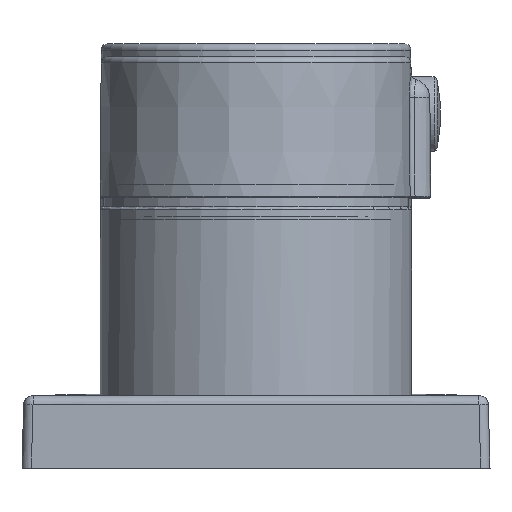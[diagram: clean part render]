
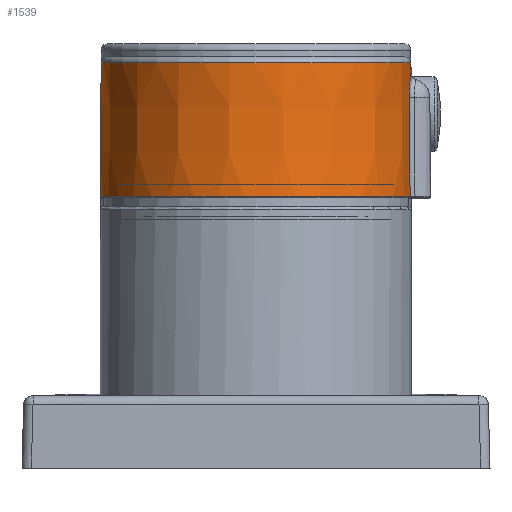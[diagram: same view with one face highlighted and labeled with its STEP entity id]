
A CAD part, left-side view. The second image highlights one B-rep face of the part: STEP entity #1539.
In plain terms, the highlighted conical face has half-angle 0.5 degrees and reference radius 25 mm.
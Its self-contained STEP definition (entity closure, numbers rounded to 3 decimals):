
#2 = ORIENTED_EDGE ( 'NONE', *, *, #2623, .T. ) ;
#35 = ORIENTED_EDGE ( 'NONE', *, *, #679, .T. ) ;
#39 = ORIENTED_EDGE ( 'NONE', *, *, #2907, .T. ) ;
#46 = ORIENTED_EDGE ( 'NONE', *, *, #1735, .T. ) ;
#51 = ORIENTED_EDGE ( 'NONE', *, *, #2747, .T. ) ;
#196 = CARTESIAN_POINT ( 'NONE',  ( -101.635, -24.86, 63.023 ) ) ;
#216 = CARTESIAN_POINT ( 'NONE',  ( -98.097, -24.787, 62.423 ) ) ;
#323 = AXIS2_PLACEMENT_3D ( 'NONE', #1153, #1152, #1169 ) ;
#357 = AXIS2_PLACEMENT_3D ( 'NONE', #1449, #3755, #1789 ) ;
#537 = CARTESIAN_POINT ( 'NONE',  ( -104.195, -24.631, 59.375 ) ) ;
#557 = CARTESIAN_POINT ( 'NONE',  ( -104.169, -24.631, 59.877 ) ) ;
#574 = CARTESIAN_POINT ( 'NONE',  ( -100.911, -24.884, 63.197 ) ) ;
#593 = CARTESIAN_POINT ( 'NONE',  ( -97.814, -24.761, 62.175 ) ) ;
#618 = CARTESIAN_POINT ( 'NONE',  ( -104.195, -24.631, 59.375 ) ) ;
#623 = CARTESIAN_POINT ( 'NONE',  ( -104.214, -24.651, 56.776 ) ) ;
#624 = CARTESIAN_POINT ( 'NONE',  ( -104.233, -24.671, 54.177 ) ) ;
#629 = CARTESIAN_POINT ( 'NONE',  ( -104.252, -24.691, 51.578 ) ) ;
#634 = CARTESIAN_POINT ( 'NONE',  ( -104.271, -24.712, 48.911 ) ) ;
#644 = CARTESIAN_POINT ( 'NONE',  ( -104.29, -24.732, 46.244 ) ) ;
#646 = DIRECTION ( 'NONE',  ( 0., 0., 1. ) ) ;
#679 = EDGE_CURVE ( 'NONE', #1459, #3472, #4230, .T. ) ;
#682 = CARTESIAN_POINT ( 'NONE',  ( -104.309, -24.753, 43.577 ) ) ;
#939 = CARTESIAN_POINT ( 'NONE',  ( -104.001, -24.649, 60.601 ) ) ;
#950 = VERTEX_POINT ( 'NONE', #3757 ) ;
#958 = CARTESIAN_POINT ( 'NONE',  ( -100.157, -24.887, 63.222 ) ) ;
#979 = CARTESIAN_POINT ( 'NONE',  ( -97.104, -24.684, 61.31 ) ) ;
#1152 = DIRECTION ( 'NONE',  ( 0., 0., -1. ) ) ;
#1153 = CARTESIAN_POINT ( 'NONE',  ( -100.409, -0.061, 43.375 ) ) ;
#1169 = DIRECTION ( 'NONE',  ( 0., 1., 0. ) ) ;
#1313 = CARTESIAN_POINT ( 'NONE',  ( -103.694, -24.686, 61.294 ) ) ;
#1325 = CARTESIAN_POINT ( 'NONE',  ( -99.545, -24.874, 63.124 ) ) ;
#1340 = CARTESIAN_POINT ( 'NONE',  ( -96.626, -24.627, 59.882 ) ) ;
#1449 = CARTESIAN_POINT ( 'NONE',  ( -100.409, -0.061, 64.912 ) ) ;
#1459 = VERTEX_POINT ( 'NONE', #1520 ) ;
#1520 = CARTESIAN_POINT ( 'NONE',  ( -96.622, -24.631, 59.375 ) ) ;
#1539 = ADVANCED_FACE ( 'NONE', ( #2881, #2906 ), #2849, .T. ) ;
#1544 = CIRCLE ( 'NONE', #2083, 24.998 ) ;
#1553 = CIRCLE ( 'NONE', #357, 24.812 ) ;
#1557 = CARTESIAN_POINT ( 'NONE',  ( -104.309, -24.753, 43.577 ) ) ;
#1657 = CARTESIAN_POINT ( 'NONE',  ( -104.194, -24.629, 59.629 ) ) ;
#1670 = CARTESIAN_POINT ( 'NONE',  ( -103.419, -24.718, 61.706 ) ) ;
#1681 = CARTESIAN_POINT ( 'NONE',  ( -99.186, -24.859, 63.018 ) ) ;
#1702 = EDGE_LOOP ( 'NONE', ( #35, #39, #46, #51 ) ) ;
#1735 = EDGE_CURVE ( 'NONE', #2172, #2911, #2567, .T. ) ;
#1789 = DIRECTION ( 'NONE',  ( 0., 1., 0. ) ) ;
#1914 = CARTESIAN_POINT ( 'NONE',  ( -96.509, -24.753, 43.577 ) ) ;
#2028 = CARTESIAN_POINT ( 'NONE',  ( -103.182, -24.743, 61.992 ) ) ;
#2045 = CARTESIAN_POINT ( 'NONE',  ( -98.72, -24.834, 62.827 ) ) ;
#2083 = AXIS2_PLACEMENT_3D ( 'NONE', #2797, #646, #3128 ) ;
#2172 = VERTEX_POINT ( 'NONE', #1557 ) ;
#2323 = B_SPLINE_CURVE_WITH_KNOTS ( 'NONE', 3,
 ( #537, #1657, #557, #3044, #939, #3383, #1313, #3661, #1670, #3925, #2028, #4183, #2385, #196, #2727, #574, #3064, #958, #3395, #1325, #3676, #1681, #3933, #2045, #4198, #2401, #216, #2746, #593, #3075, #979, #3408, #1340, #3688 ),
 .UNSPECIFIED., .F., .F.,
 ( 4, 2, 2, 2, 2, 2, 2, 2, 2, 2, 2, 2, 2, 2, 2, 2, 4 ),
 ( 0., 0.062, 0.125, 0.187, 0.219, 0.25, 0.375, 0.437, 0.5, 0.562, 0.594, 0.625, 0.687, 0.719, 0.75, 0.875, 1. ),
 .UNSPECIFIED. ) ;
#2385 = CARTESIAN_POINT ( 'NONE',  ( -102.332, -24.822, 62.726 ) ) ;
#2401 = CARTESIAN_POINT ( 'NONE',  ( -98.196, -24.795, 62.498 ) ) ;
#2452 = CARTESIAN_POINT ( 'NONE',  ( -104.195, -24.631, 59.375 ) ) ;
#2567 = B_SPLINE_CURVE_WITH_KNOTS ( 'NONE', 3,
 ( #682, #644, #634, #629, #624, #623, #618 ),
 .UNSPECIFIED., .F., .F.,
 ( 4, 3, 4 ),
 ( 0., 0.506, 1. ),
 .UNSPECIFIED. ) ;
#2568 = CARTESIAN_POINT ( 'NONE',  ( -96.509, -24.753, 43.577 ) ) ;
#2571 = CARTESIAN_POINT ( 'NONE',  ( -96.527, -24.732, 46.198 ) ) ;
#2572 = CARTESIAN_POINT ( 'NONE',  ( -96.546, -24.712, 48.818 ) ) ;
#2579 = CARTESIAN_POINT ( 'NONE',  ( -96.565, -24.692, 51.439 ) ) ;
#2585 = CARTESIAN_POINT ( 'NONE',  ( -96.622, -24.631, 59.375 ) ) ;
#2598 = CARTESIAN_POINT ( 'NONE',  ( -96.603, -24.651, 56.73 ) ) ;
#2623 = EDGE_CURVE ( 'NONE', #950, #950, #1553, .T. ) ;
#2727 = CARTESIAN_POINT ( 'NONE',  ( -101.397, -24.87, 63.098 ) ) ;
#2746 = CARTESIAN_POINT ( 'NONE',  ( -97.906, -24.77, 62.262 ) ) ;
#2747 = EDGE_CURVE ( 'NONE', #2911, #1459, #2323, .T. ) ;
#2797 = CARTESIAN_POINT ( 'NONE',  ( -100.409, -0.061, 43.577 ) ) ;
#2849 = CONICAL_SURFACE ( 'NONE', #323, 25., 0.009 ) ;
#2881 = FACE_BOUND ( 'NONE', #3161, .T. ) ;
#2906 = FACE_OUTER_BOUND ( 'NONE', #1702, .T. ) ;
#2907 = EDGE_CURVE ( 'NONE', #3472, #2172, #1544, .T. ) ;
#2911 = VERTEX_POINT ( 'NONE', #2452 ) ;
#3044 = CARTESIAN_POINT ( 'NONE',  ( -104.072, -24.641, 60.365 ) ) ;
#3064 = CARTESIAN_POINT ( 'NONE',  ( -100.66, -24.887, 63.222 ) ) ;
#3075 = CARTESIAN_POINT ( 'NONE',  ( -97.374, -24.717, 61.724 ) ) ;
#3128 = DIRECTION ( 'NONE',  ( 0., -1., 0. ) ) ;
#3161 = EDGE_LOOP ( 'NONE', ( #2 ) ) ;
#3383 = CARTESIAN_POINT ( 'NONE',  ( -103.81, -24.672, 61.072 ) ) ;
#3395 = CARTESIAN_POINT ( 'NONE',  ( -99.91, -24.884, 63.198 ) ) ;
#3408 = CARTESIAN_POINT ( 'NONE',  ( -96.723, -24.638, 60.37 ) ) ;
#3472 = VERTEX_POINT ( 'NONE', #1914 ) ;
#3496 = CARTESIAN_POINT ( 'NONE',  ( -96.584, -24.672, 54.084 ) ) ;
#3661 = CARTESIAN_POINT ( 'NONE',  ( -103.491, -24.71, 61.606 ) ) ;
#3676 = CARTESIAN_POINT ( 'NONE',  ( -99.425, -24.869, 63.093 ) ) ;
#3688 = CARTESIAN_POINT ( 'NONE',  ( -96.622, -24.631, 59.375 ) ) ;
#3755 = DIRECTION ( 'NONE',  ( 0., 0., -1. ) ) ;
#3757 = CARTESIAN_POINT ( 'NONE',  ( -100.409, 24.751, 64.912 ) ) ;
#3925 = CARTESIAN_POINT ( 'NONE',  ( -103.264, -24.734, 61.9 ) ) ;
#3933 = CARTESIAN_POINT ( 'NONE',  ( -99.066, -24.854, 62.974 ) ) ;
#4183 = CARTESIAN_POINT ( 'NONE',  ( -102.739, -24.787, 62.447 ) ) ;
#4198 = CARTESIAN_POINT ( 'NONE',  ( -98.502, -24.819, 62.708 ) ) ;
#4230 = B_SPLINE_CURVE_WITH_KNOTS ( 'NONE', 3,
 ( #2585, #2598, #3496, #2579, #2572, #2571, #2568 ),
 .UNSPECIFIED., .F., .F.,
 ( 4, 3, 4 ),
 ( 0., 0.502, 1. ),
 .UNSPECIFIED. ) ;
